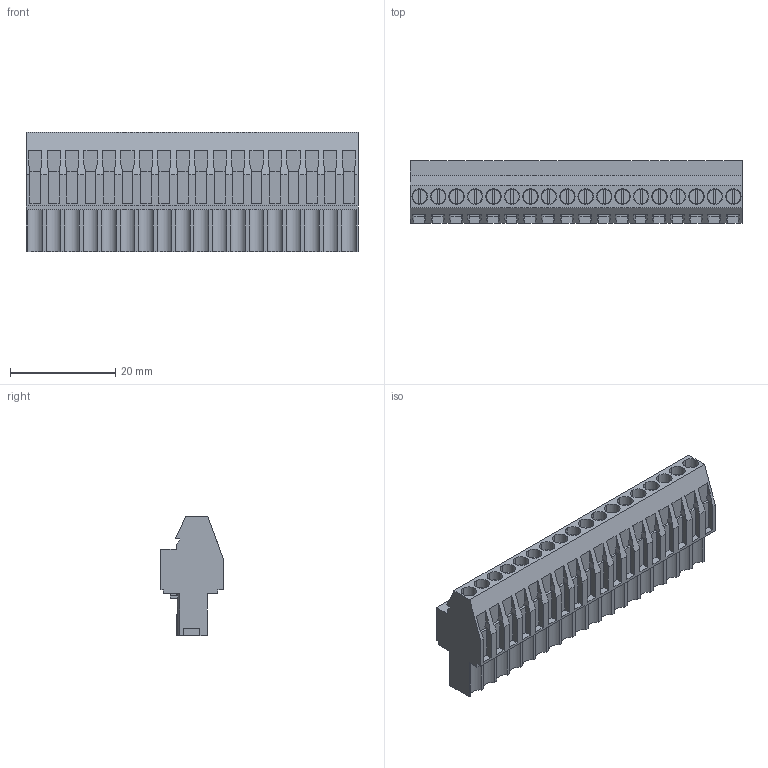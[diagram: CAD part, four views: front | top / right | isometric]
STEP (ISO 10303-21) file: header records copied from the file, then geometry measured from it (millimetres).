
FILE_DESCRIPTION(('CATIA V5 STEP Exchange','CAx-IF Rec.Pracs.--- Model Styling and Organization---1.2---2011-12-15'),'2;1');
FILE_NAME ('D1454041_0_1638940000_1638940000.stp','2017-03-10T10:21:16+00:00',('none'),('Weidmueller'),'CATIA Version 5-6 Release 2014','CATIA V5 STEP AP214','none');
FILE_SCHEMA(('AUTOMOTIVE_DESIGN { 1 0 10303 214 1 1 1 1 }'));
Length unit declared in the file: millimetre
Products named in the file (1): 1638940000
Bounding box: 63 x 11.83 x 22.6 mm (x, y, z)
Volume: 9692.1 mm3; surface area: 7259 mm2
Topology: 19 solids, 19 shells, 1030 faces, 2845 edges, 1925 vertices
Faces by surface type: plane 886, cylinder 144
Entity records: 29835 total; most frequent: ORIENTED_EDGE 5690, CARTESIAN_POINT 5320, DIRECTION 3943, EDGE_CURVE 2845, VECTOR 2377, LINE 2377, VERTEX_POINT 1925, EDGE_LOOP 1102
